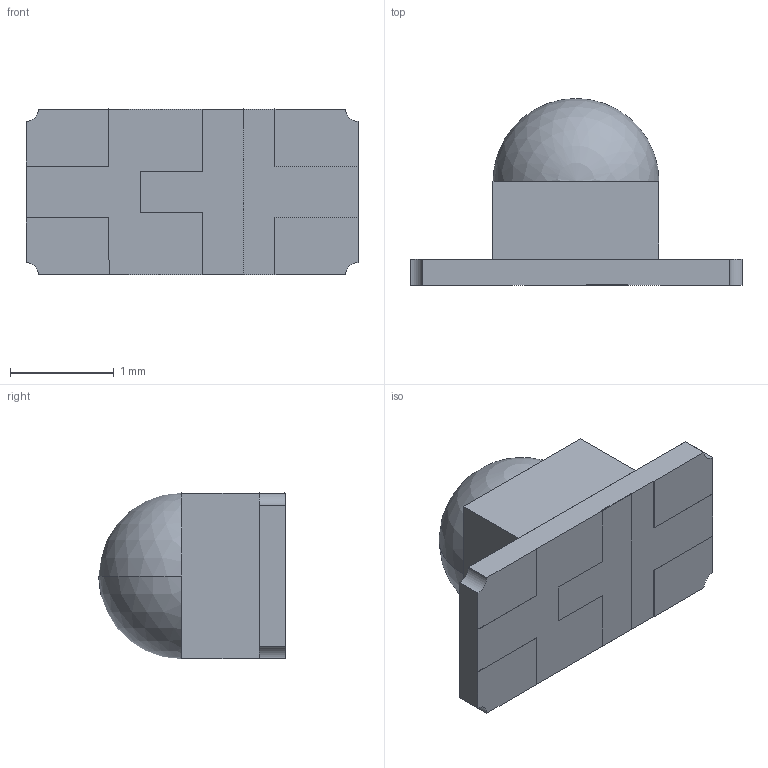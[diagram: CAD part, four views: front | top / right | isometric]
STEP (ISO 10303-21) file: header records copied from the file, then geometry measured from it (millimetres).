
FILE_DESCRIPTION (( 'STEP AP214' ), '1' );
FILE_NAME ('XZxxxx55W-8RT.STEP', '2018-01-10T00:00:38', ( '' ), ( '' ), 'SwSTEP 2.0', 'SolidWorks 2012', '' );
FILE_SCHEMA (( 'AUTOMOTIVE_DESIGN' ));
Length unit declared in the file: millimetre
Products named in the file (1): XZxxxx55W-8RT
Bounding box: 3.2 x 1.8 x 1.6 mm (x, y, z)
Volume: 4.3 mm3; surface area: 31.4 mm2
Topology: 8 solids, 8 shells, 94 faces, 236 edges, 157 vertices
Faces by surface type: plane 76, cylinder 16, sphere 2
Entity records: 3638 total; most frequent: CARTESIAN_POINT 482, ORIENTED_EDGE 464, DIRECTION 458, EDGE_CURVE 232, VECTOR 196, LINE 196, VERTEX_POINT 155, AXIS2_PLACEMENT_3D 131
